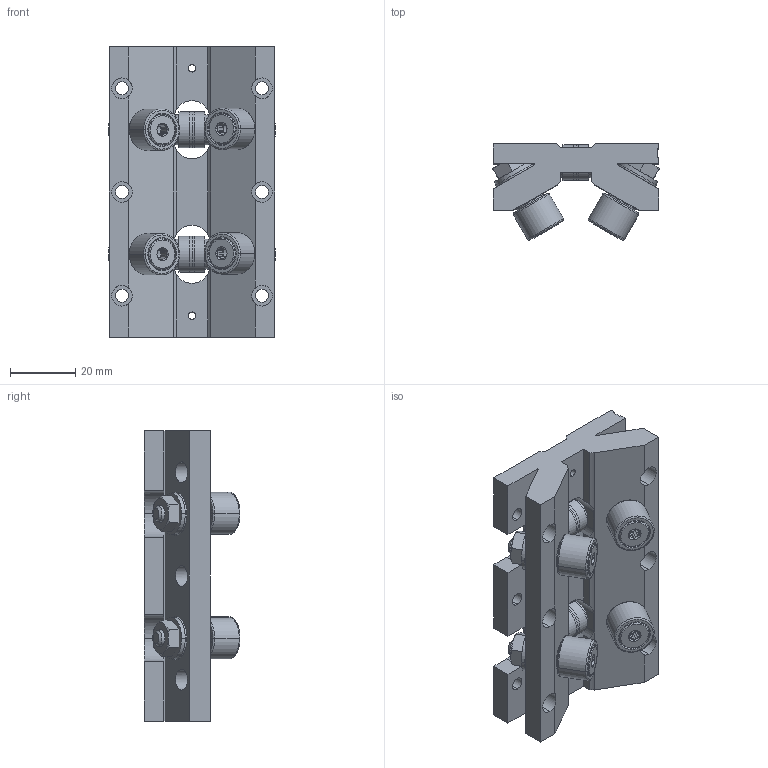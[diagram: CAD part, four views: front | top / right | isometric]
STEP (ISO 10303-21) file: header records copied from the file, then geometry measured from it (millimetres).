
FILE_DESCRIPTION (( 'STEP AP203' ), '1' );
FILE_NAME ('TWN-08-OPN.step', '2025-01-13T20:59:36', ( '' ), ( '' ), 'SwSTEP 2.0', 'SolidWorks 2024', '' );
FILE_SCHEMA (( 'CONFIG_CONTROL_DESIGN' ));
Length unit declared in the file: inch
Products named in the file (1): TWN-08-OPN
Bounding box: 51.07 x 29.37 x 88.9 mm (x, y, z)
Volume: 61096.6 mm3; surface area: 28515.4 mm2
Topology: 19 solids, 19 shells, 574 faces, 1428 edges, 908 vertices
Faces by surface type: plane 238, cylinder 200, cone 112, bspline 16, torus 8
Entity records: 18389 total; most frequent: CARTESIAN_POINT 4549, DIRECTION 2930, ORIENTED_EDGE 2840, EDGE_CURVE 1420, AXIS2_PLACEMENT_3D 1137, VERTEX_POINT 908, EDGE_LOOP 670, LINE 656
